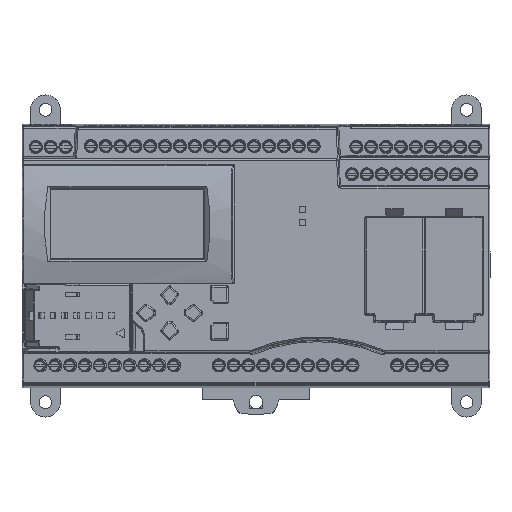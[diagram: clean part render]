
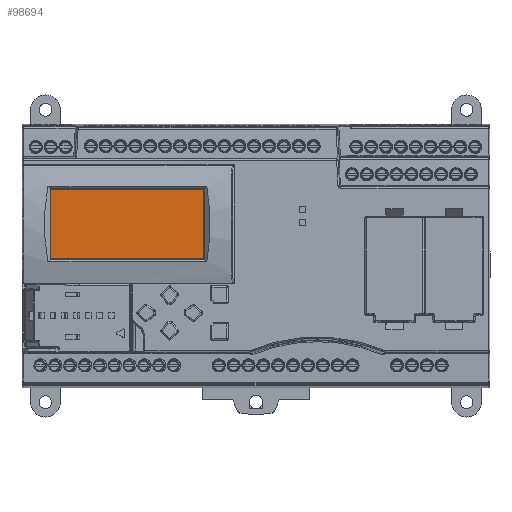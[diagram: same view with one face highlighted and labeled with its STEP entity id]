
A CAD part, top view. The second image highlights one B-rep face of the part: STEP entity #98694.
In plain terms, the highlighted planar face has unit normal (0, 0, 1).
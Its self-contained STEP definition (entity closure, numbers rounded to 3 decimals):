
#450 = DIRECTION ( 'NONE',  ( 0., -1., 0. ) ) ;
#2861 = CARTESIAN_POINT ( 'NONE',  ( -70.166, 22.596, 75.7 ) ) ;
#7630 = CARTESIAN_POINT ( 'NONE',  ( -71.29, -2.18, 75.7 ) ) ;
#15475 = EDGE_LOOP ( 'NONE', ( #17188, #41396, #139332, #89128 ) ) ;
#17188 = ORIENTED_EDGE ( 'NONE', *, *, #61839, .F. ) ;
#22982 = VECTOR ( 'NONE', #450, 1000. ) ;
#28829 = LINE ( 'NONE', #74560, #138082 ) ;
#33176 = AXIS2_PLACEMENT_3D ( 'NONE', #7630, #53319, #99032 ) ;
#39895 = VECTOR ( 'NONE', #144753, 1000. ) ;
#41396 = ORIENTED_EDGE ( 'NONE', *, *, #127278, .F. ) ;
#42904 = DIRECTION ( 'NONE',  ( -1., 0., 0. ) ) ;
#53319 = DIRECTION ( 'NONE',  ( 0., 0., -1. ) ) ;
#53346 = LINE ( 'NONE', #99059, #39895 ) ;
#57348 = LINE ( 'NONE', #103072, #22982 ) ;
#60417 = CARTESIAN_POINT ( 'NONE',  ( -17.834, 22.596, 75.7 ) ) ;
#61839 = EDGE_CURVE ( 'NONE', #100876, #88305, #99848, .T. ) ;
#64568 = FACE_OUTER_BOUND ( 'NONE', #15475, .T. ) ;
#74560 = CARTESIAN_POINT ( 'NONE',  ( -70.166, -2.18, 75.7 ) ) ;
#80982 = CARTESIAN_POINT ( 'NONE',  ( -70.166, -1.056, 75.7 ) ) ;
#88305 = VERTEX_POINT ( 'NONE', #80982 ) ;
#89128 = ORIENTED_EDGE ( 'NONE', *, *, #146857, .F. ) ;
#90300 = VECTOR ( 'NONE', #42904, 1000. ) ;
#98694 = ADVANCED_FACE ( 'NONE', ( #64568 ), #110276, .F. ) ;
#99032 = DIRECTION ( 'NONE',  ( 0., 1., 0. ) ) ;
#99059 = CARTESIAN_POINT ( 'NONE',  ( -71.29, 22.596, 75.7 ) ) ;
#99848 = LINE ( 'NONE', #145553, #90300 ) ;
#100876 = VERTEX_POINT ( 'NONE', #103422 ) ;
#102479 = VERTEX_POINT ( 'NONE', #2861 ) ;
#103072 = CARTESIAN_POINT ( 'NONE',  ( -17.834, -2.18, 75.7 ) ) ;
#103422 = CARTESIAN_POINT ( 'NONE',  ( -17.834, -1.056, 75.7 ) ) ;
#105452 = VERTEX_POINT ( 'NONE', #60417 ) ;
#110276 = PLANE ( 'NONE',  #33176 ) ;
#120234 = DIRECTION ( 'NONE',  ( 0., 1., 0. ) ) ;
#127278 = EDGE_CURVE ( 'NONE', #105452, #100876, #57348, .T. ) ;
#128606 = EDGE_CURVE ( 'NONE', #102479, #105452, #53346, .T. ) ;
#138082 = VECTOR ( 'NONE', #120234, 1000. ) ;
#139332 = ORIENTED_EDGE ( 'NONE', *, *, #128606, .F. ) ;
#144753 = DIRECTION ( 'NONE',  ( 1., 0., 0. ) ) ;
#145553 = CARTESIAN_POINT ( 'NONE',  ( -71.29, -1.056, 75.7 ) ) ;
#146857 = EDGE_CURVE ( 'NONE', #88305, #102479, #28829, .T. ) ;
